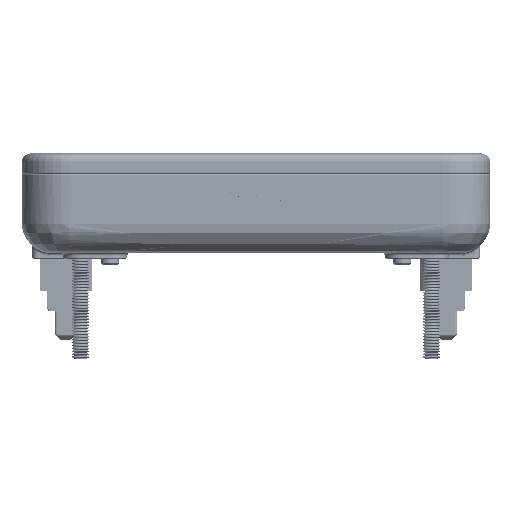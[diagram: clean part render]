
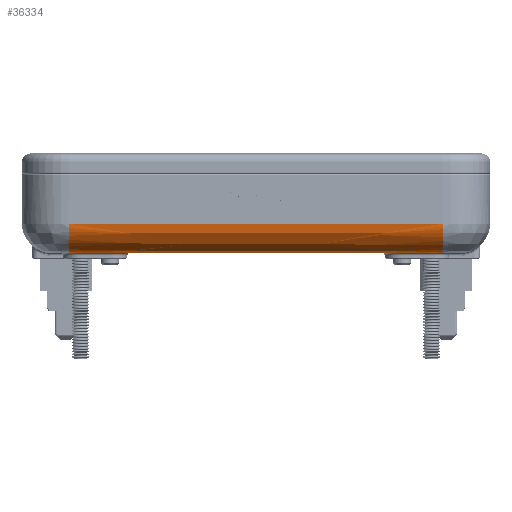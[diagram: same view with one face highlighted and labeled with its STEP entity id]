
A CAD part, front view. The second image highlights one B-rep face of the part: STEP entity #36334.
In plain terms, the highlighted free-form (B-spline) face has degree [5, 3] with [8, 4] control points.
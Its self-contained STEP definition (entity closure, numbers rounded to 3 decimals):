
#1419=B_SPLINE_SURFACE_WITH_KNOTS('',5,3,((#459547,#459548,#459549,#459550),
(#459551,#459552,#459553,#459554),(#459555,#459556,#459557,#459558),(#459559,
#459560,#459561,#459562),(#459563,#459564,#459565,#459566),(#459567,#459568,
#459569,#459570),(#459571,#459572,#459573,#459574),(#459575,#459576,#459577,
#459578)),.UNSPECIFIED.,.F.,.F.,.F.,(6,2,6),(4,4),(0.,0.5,1.),(0.,1.),
 .UNSPECIFIED.);
#5484=B_SPLINE_CURVE_WITH_KNOTS('',3,(#456542,#456543,#456544,#456545),
 .UNSPECIFIED.,.F.,.F.,(4,4),(0.,1.),.UNSPECIFIED.);
#5485=B_SPLINE_CURVE_WITH_KNOTS('',3,(#456547,#456548,#456549,#456550),
 .UNSPECIFIED.,.F.,.F.,(4,4),(0.,1.),.UNSPECIFIED.);
#5645=B_SPLINE_CURVE_WITH_KNOTS('',5,(#459403,#459404,#459405,#459406,#459407,
#459408,#459409,#459410),.UNSPECIFIED.,.F.,.F.,(6,2,6),(0.,0.5,1.),
 .UNSPECIFIED.);
#5650=B_SPLINE_CURVE_WITH_KNOTS('',3,(#459529,#459530,#459531,#459532),
 .UNSPECIFIED.,.F.,.F.,(4,4),(0.,1.),.UNSPECIFIED.);
#5651=B_SPLINE_CURVE_WITH_KNOTS('',5,(#459534,#459535,#459536,#459537,#459538,
#459539,#459540,#459541),.UNSPECIFIED.,.F.,.F.,(6,2,6),(0.,0.5,1.),
 .UNSPECIFIED.);
#5652=B_SPLINE_CURVE_WITH_KNOTS('',3,(#459543,#459544,#459545,#459546),
 .UNSPECIFIED.,.F.,.F.,(4,4),(0.,1.),.UNSPECIFIED.);
#36334=ADVANCED_FACE('',(#55058),#1419,.F.);
#55058=FACE_OUTER_BOUND('',#71293,.T.);
#71293=EDGE_LOOP('',(#149221,#149222,#149223,#149224,#149225,#149226));
#149221=ORIENTED_EDGE('',*,*,#215639,.F.);
#149222=ORIENTED_EDGE('',*,*,#215614,.T.);
#149223=ORIENTED_EDGE('',*,*,#215220,.F.);
#149224=ORIENTED_EDGE('',*,*,#215219,.F.);
#149225=ORIENTED_EDGE('',*,*,#215640,.T.);
#149226=ORIENTED_EDGE('',*,*,#215641,.F.);
#179337=VERTEX_POINT('',#456536);
#179340=VERTEX_POINT('',#456541);
#179341=VERTEX_POINT('',#456546);
#179667=VERTEX_POINT('',#459411);
#179690=VERTEX_POINT('',#459533);
#179691=VERTEX_POINT('',#459542);
#215219=EDGE_CURVE('',#179340,#179341,#5484,.T.);
#215220=EDGE_CURVE('',#179341,#179337,#5485,.T.);
#215614=EDGE_CURVE('',#179667,#179337,#5645,.T.);
#215639=EDGE_CURVE('',#179667,#179690,#5650,.T.);
#215640=EDGE_CURVE('',#179340,#179691,#5651,.T.);
#215641=EDGE_CURVE('',#179690,#179691,#5652,.T.);
#456536=CARTESIAN_POINT('',(32.,-40.,75.25));
#456541=CARTESIAN_POINT('',(-32.,-40.,75.25));
#456542=CARTESIAN_POINT('',(-32.,-40.,75.25));
#456543=CARTESIAN_POINT('',(-21.333,-40.,75.25));
#456544=CARTESIAN_POINT('',(-10.667,-40.,75.25));
#456545=CARTESIAN_POINT('',(0.,-40.,75.25));
#456546=CARTESIAN_POINT('',(0.,-40.,75.25));
#456547=CARTESIAN_POINT('',(0.,-40.,75.25));
#456548=CARTESIAN_POINT('',(10.667,-40.,75.25));
#456549=CARTESIAN_POINT('',(21.333,-40.,75.25));
#456550=CARTESIAN_POINT('',(32.,-40.,75.25));
#459403=CARTESIAN_POINT('',(32.,-35.,70.25));
#459404=CARTESIAN_POINT('',(32.,-35.6,70.25));
#459405=CARTESIAN_POINT('',(32.,-36.2,70.25));
#459406=CARTESIAN_POINT('',(32.,-38.,70.983));
#459407=CARTESIAN_POINT('',(32.,-39.267,72.25));
#459408=CARTESIAN_POINT('',(32.,-40.,74.05));
#459409=CARTESIAN_POINT('',(32.,-40.,74.65));
#459410=CARTESIAN_POINT('',(32.,-40.,75.25));
#459411=CARTESIAN_POINT('',(32.,-35.,70.25));
#459529=CARTESIAN_POINT('',(32.,-35.,70.25));
#459530=CARTESIAN_POINT('',(21.333,-35.,70.25));
#459531=CARTESIAN_POINT('',(10.667,-35.,70.25));
#459532=CARTESIAN_POINT('',(0.,-35.,70.25));
#459533=CARTESIAN_POINT('',(0.,-35.,70.25));
#459534=CARTESIAN_POINT('',(-32.,-40.,75.25));
#459535=CARTESIAN_POINT('',(-32.,-40.,74.65));
#459536=CARTESIAN_POINT('',(-32.,-40.,74.05));
#459537=CARTESIAN_POINT('',(-32.,-39.267,72.25));
#459538=CARTESIAN_POINT('',(-32.,-38.,70.983));
#459539=CARTESIAN_POINT('',(-32.,-36.2,70.25));
#459540=CARTESIAN_POINT('',(-32.,-35.6,70.25));
#459541=CARTESIAN_POINT('',(-32.,-35.,70.25));
#459542=CARTESIAN_POINT('',(-32.,-35.,70.25));
#459543=CARTESIAN_POINT('',(0.,-35.,70.25));
#459544=CARTESIAN_POINT('',(-10.667,-35.,70.25));
#459545=CARTESIAN_POINT('',(-21.333,-35.,70.25));
#459546=CARTESIAN_POINT('',(-32.,-35.,70.25));
#459547=CARTESIAN_POINT('',(32.,-40.,75.25));
#459548=CARTESIAN_POINT('',(10.667,-40.,75.25));
#459549=CARTESIAN_POINT('',(-10.667,-40.,75.25));
#459550=CARTESIAN_POINT('',(-32.,-40.,75.25));
#459551=CARTESIAN_POINT('',(32.,-40.,74.65));
#459552=CARTESIAN_POINT('',(10.667,-40.,74.65));
#459553=CARTESIAN_POINT('',(-10.667,-40.,74.65));
#459554=CARTESIAN_POINT('',(-32.,-40.,74.65));
#459555=CARTESIAN_POINT('',(32.,-40.,74.05));
#459556=CARTESIAN_POINT('',(10.667,-40.,74.05));
#459557=CARTESIAN_POINT('',(-10.667,-40.,74.05));
#459558=CARTESIAN_POINT('',(-32.,-40.,74.05));
#459559=CARTESIAN_POINT('',(32.,-39.267,72.25));
#459560=CARTESIAN_POINT('',(10.667,-39.267,72.25));
#459561=CARTESIAN_POINT('',(-10.667,-39.267,72.25));
#459562=CARTESIAN_POINT('',(-32.,-39.267,72.25));
#459563=CARTESIAN_POINT('',(32.,-38.,70.983));
#459564=CARTESIAN_POINT('',(10.667,-38.,70.983));
#459565=CARTESIAN_POINT('',(-10.667,-38.,70.983));
#459566=CARTESIAN_POINT('',(-32.,-38.,70.983));
#459567=CARTESIAN_POINT('',(32.,-36.2,70.25));
#459568=CARTESIAN_POINT('',(10.667,-36.2,70.25));
#459569=CARTESIAN_POINT('',(-10.667,-36.2,70.25));
#459570=CARTESIAN_POINT('',(-32.,-36.2,70.25));
#459571=CARTESIAN_POINT('',(32.,-35.6,70.25));
#459572=CARTESIAN_POINT('',(10.667,-35.6,70.25));
#459573=CARTESIAN_POINT('',(-10.667,-35.6,70.25));
#459574=CARTESIAN_POINT('',(-32.,-35.6,70.25));
#459575=CARTESIAN_POINT('',(32.,-35.,70.25));
#459576=CARTESIAN_POINT('',(10.667,-35.,70.25));
#459577=CARTESIAN_POINT('',(-10.667,-35.,70.25));
#459578=CARTESIAN_POINT('',(-32.,-35.,70.25));
